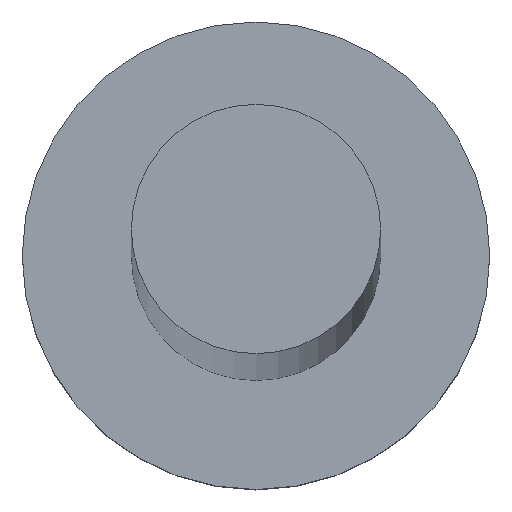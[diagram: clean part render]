
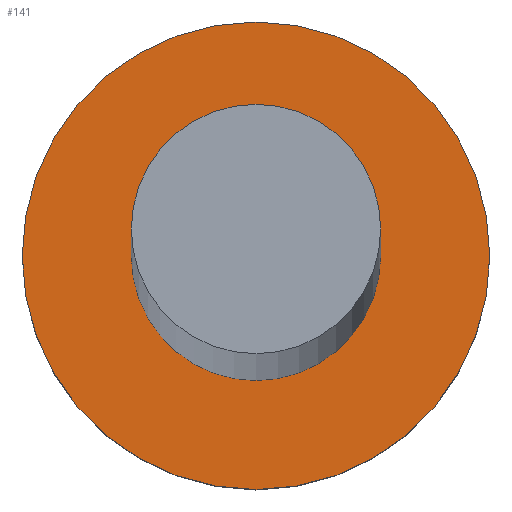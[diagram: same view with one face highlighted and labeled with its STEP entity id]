
A CAD part, top view. The second image highlights one B-rep face of the part: STEP entity #141.
In plain terms, the highlighted planar face has unit normal (0, 0, 1).
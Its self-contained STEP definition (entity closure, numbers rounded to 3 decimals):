
#11 = AXIS2_PLACEMENT_3D ( 'NONE', #152, #54, #52 ) ;
#19 = PLANE ( 'NONE',  #35 ) ;
#31 = EDGE_LOOP ( 'NONE', ( #48, #88 ) ) ;
#35 = AXIS2_PLACEMENT_3D ( 'NONE', #221, #143, #145 ) ;
#36 = CARTESIAN_POINT ( 'NONE',  ( -0.8, 0., 1.5 ) ) ;
#37 = CARTESIAN_POINT ( 'NONE',  ( 0., 0., 1.5 ) ) ;
#40 = CARTESIAN_POINT ( 'NONE',  ( 0., 0., 1.5 ) ) ;
#42 = DIRECTION ( 'NONE',  ( 0., 0., 1. ) ) ;
#45 = EDGE_CURVE ( 'NONE', #79, #156, #238, .T. ) ;
#48 = ORIENTED_EDGE ( 'NONE', *, *, #247, .T. ) ;
#52 = DIRECTION ( 'NONE',  ( 1., 0., 0. ) ) ;
#54 = DIRECTION ( 'NONE',  ( 0., 0., 1. ) ) ;
#76 = CIRCLE ( 'NONE', #211, 0.8 ) ;
#79 = VERTEX_POINT ( 'NONE', #36 ) ;
#84 = DIRECTION ( 'NONE',  ( 1., 0., 0. ) ) ;
#88 = ORIENTED_EDGE ( 'NONE', *, *, #214, .T. ) ;
#99 = VERTEX_POINT ( 'NONE', #119 ) ;
#107 = CARTESIAN_POINT ( 'NONE',  ( 0.8, 0., 1.5 ) ) ;
#111 = EDGE_LOOP ( 'NONE', ( #116, #208 ) ) ;
#116 = ORIENTED_EDGE ( 'NONE', *, *, #45, .F. ) ;
#119 = CARTESIAN_POINT ( 'NONE',  ( 1.5, 0., 1.5 ) ) ;
#122 = DIRECTION ( 'NONE',  ( 0., 0., 1. ) ) ;
#128 = FACE_OUTER_BOUND ( 'NONE', #31, .T. ) ;
#129 = DIRECTION ( 'NONE',  ( 1., 0., 0. ) ) ;
#141 = ADVANCED_FACE ( 'NONE', ( #203, #128 ), #19, .T. ) ;
#142 = DIRECTION ( 'NONE',  ( 0., 0., 1. ) ) ;
#143 = DIRECTION ( 'NONE',  ( 0., 0., 1. ) ) ;
#145 = DIRECTION ( 'NONE',  ( 1., 0., 0. ) ) ;
#146 = DIRECTION ( 'NONE',  ( 1., 0., 0. ) ) ;
#152 = CARTESIAN_POINT ( 'NONE',  ( 0., 0., 1.5 ) ) ;
#156 = VERTEX_POINT ( 'NONE', #107 ) ;
#174 = AXIS2_PLACEMENT_3D ( 'NONE', #195, #142, #84 ) ;
#189 = CARTESIAN_POINT ( 'NONE',  ( -1.5, 0., 1.5 ) ) ;
#192 = AXIS2_PLACEMENT_3D ( 'NONE', #37, #122, #146 ) ;
#195 = CARTESIAN_POINT ( 'NONE',  ( 0., 0., 1.5 ) ) ;
#203 = FACE_BOUND ( 'NONE', #111, .T. ) ;
#204 = EDGE_CURVE ( 'NONE', #156, #79, #76, .T. ) ;
#208 = ORIENTED_EDGE ( 'NONE', *, *, #204, .F. ) ;
#211 = AXIS2_PLACEMENT_3D ( 'NONE', #40, #42, #129 ) ;
#214 = EDGE_CURVE ( 'NONE', #99, #235, #236, .T. ) ;
#221 = CARTESIAN_POINT ( 'NONE',  ( 0., 0., 1.5 ) ) ;
#232 = CIRCLE ( 'NONE', #174, 1.5 ) ;
#235 = VERTEX_POINT ( 'NONE', #189 ) ;
#236 = CIRCLE ( 'NONE', #11, 1.5 ) ;
#238 = CIRCLE ( 'NONE', #192, 0.8 ) ;
#247 = EDGE_CURVE ( 'NONE', #235, #99, #232, .T. ) ;
